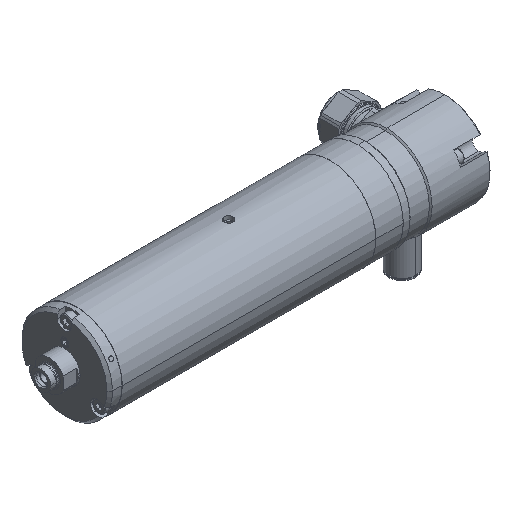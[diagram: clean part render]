
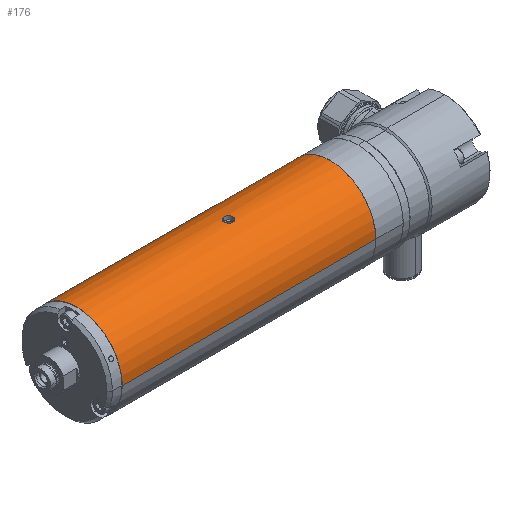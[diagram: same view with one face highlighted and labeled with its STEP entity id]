
A CAD part, isometric view. The second image highlights one B-rep face of the part: STEP entity #176.
In plain terms, the highlighted cylindrical face has radius 16.5 mm (diameter 33 mm), a partial arc.
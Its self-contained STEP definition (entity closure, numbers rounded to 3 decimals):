
#6 = CARTESIAN_POINT ( 'NONE',  ( 7.515, -14.521, -0.743 ) ) ;
#22 = ORIENTED_EDGE ( 'NONE', *, *, #1094, .T. ) ;
#147 = CARTESIAN_POINT ( 'NONE',  ( 8.65, -11.782, -0.696 ) ) ;
#172 = CARTESIAN_POINT ( 'NONE',  ( 44.406, -29.371, -17.16 ) ) ;
#176 = ADVANCED_FACE ( 'NONE', ( #1101, #2870 ), #5628, .T. ) ;
#378 = CARTESIAN_POINT ( 'NONE',  ( 6.974, -11.265, -0.738 ) ) ;
#454 = DIRECTION ( 'NONE',  ( 1., 0., 0. ) ) ;
#569 = CARTESIAN_POINT ( 'NONE',  ( 6.391, -14.19, -0.712 ) ) ;
#593 = CARTESIAN_POINT ( 'NONE',  ( 44.406, -29.371, -17.16 ) ) ;
#670 = CARTESIAN_POINT ( 'NONE',  ( 8.725, -13.886, -0.691 ) ) ;
#899 = DIRECTION ( 'NONE',  ( 1., 0., 0. ) ) ;
#1015 = DIRECTION ( 'NONE',  ( 0., -1., 0. ) ) ;
#1018 = ORIENTED_EDGE ( 'NONE', *, *, #7410, .F. ) ;
#1094 = EDGE_CURVE ( 'NONE', #6669, #4892, #5336, .T. ) ;
#1101 = FACE_OUTER_BOUND ( 'NONE', #2346, .T. ) ;
#1235 = CARTESIAN_POINT ( 'NONE',  ( 5.767, -13.087, -0.661 ) ) ;
#1255 = CARTESIAN_POINT ( 'NONE',  ( 44.406, 3.629, -17.16 ) ) ;
#1290 = CARTESIAN_POINT ( 'NONE',  ( 7.188, -14.521, -0.743 ) ) ;
#1356 = CARTESIAN_POINT ( 'NONE',  ( 9.045, -12.655, -0.661 ) ) ;
#1413 = VERTEX_POINT ( 'NONE', #3123 ) ;
#1449 = CARTESIAN_POINT ( 'NONE',  ( 6.392, -11.552, -0.712 ) ) ;
#1562 = CARTESIAN_POINT ( 'NONE',  ( 8.497, -14.114, -0.707 ) ) ;
#1581 = CARTESIAN_POINT ( 'NONE',  ( 44.406, -12.871, -17.16 ) ) ;
#1623 = CARTESIAN_POINT ( 'NONE',  ( 8.496, -11.628, -0.707 ) ) ;
#1709 = AXIS2_PLACEMENT_3D ( 'NONE', #6033, #454, #4699 ) ;
#1761 = VECTOR ( 'NONE', #899, 1000. ) ;
#1780 = AXIS2_PLACEMENT_3D ( 'NONE', #1581, #5723, #1015 ) ;
#1884 = CARTESIAN_POINT ( 'NONE',  ( 5.975, -12.044, -0.681 ) ) ;
#1889 = CARTESIAN_POINT ( 'NONE',  ( 5.809, -12.443, -0.665 ) ) ;
#1919 = CARTESIAN_POINT ( 'NONE',  ( 5.923, -13.602, -0.676 ) ) ;
#1969 = CARTESIAN_POINT ( 'NONE',  ( 6.163, -13.961, -0.696 ) ) ;
#1974 = CIRCLE ( 'NONE', #1709, 16.5 ) ;
#2037 = CARTESIAN_POINT ( 'NONE',  ( 9.056, -13.087, -0.66 ) ) ;
#2147 = CARTESIAN_POINT ( 'NONE',  ( 7.623, -11.232, -0.742 ) ) ;
#2346 = EDGE_LOOP ( 'NONE', ( #2730, #7079, #22, #1018 ) ) ;
#2438 = CARTESIAN_POINT ( 'NONE',  ( 7.406, -11.221, -0.743 ) ) ;
#2449 = CARTESIAN_POINT ( 'NONE',  ( 5.808, -13.298, -0.665 ) ) ;
#2624 = CARTESIAN_POINT ( 'NONE',  ( 8.138, -11.388, -0.727 ) ) ;
#2651 = CARTESIAN_POINT ( 'NONE',  ( -47.594, 3.629, -17.16 ) ) ;
#2678 = CARTESIAN_POINT ( 'NONE',  ( 8.138, -14.354, -0.727 ) ) ;
#2730 = ORIENTED_EDGE ( 'NONE', *, *, #4202, .F. ) ;
#2769 = CARTESIAN_POINT ( 'NONE',  ( 6.094, -11.865, -0.691 ) ) ;
#2829 = EDGE_CURVE ( 'NONE', #1413, #5415, #8682, .T. ) ;
#2840 = VERTEX_POINT ( 'NONE', #2651 ) ;
#2850 = ORIENTED_EDGE ( 'NONE', *, *, #4007, .F. ) ;
#2870 = FACE_BOUND ( 'NONE', #3476, .T. ) ;
#3123 = CARTESIAN_POINT ( 'NONE',  ( 7.406, -14.521, -0.743 ) ) ;
#3227 = CARTESIAN_POINT ( 'NONE',  ( 5.756, -12.979, -0.66 ) ) ;
#3253 = CARTESIAN_POINT ( 'NONE',  ( 5.924, -12.139, -0.676 ) ) ;
#3350 = CARTESIAN_POINT ( 'NONE',  ( 7.938, -14.437, -0.735 ) ) ;
#3380 = CARTESIAN_POINT ( 'NONE',  ( 7.406, -14.521, -0.743 ) ) ;
#3442 = DIRECTION ( 'NONE',  ( 1., 0., 0. ) ) ;
#3476 = EDGE_LOOP ( 'NONE', ( #5754, #2850 ) ) ;
#3546 = CARTESIAN_POINT ( 'NONE',  ( 8.889, -12.141, -0.676 ) ) ;
#3637 = CARTESIAN_POINT ( 'NONE',  ( 8.413, -11.56, -0.712 ) ) ;
#3949 = CARTESIAN_POINT ( 'NONE',  ( 5.973, -13.697, -0.681 ) ) ;
#4007 = EDGE_CURVE ( 'NONE', #5415, #1413, #6738, .T. ) ;
#4120 = DIRECTION ( 'NONE',  ( 0., -1., 0. ) ) ;
#4202 = EDGE_CURVE ( 'NONE', #2840, #6342, #6626, .T. ) ;
#4699 = DIRECTION ( 'NONE',  ( 0., -1., 0. ) ) ;
#4708 = CARTESIAN_POINT ( 'NONE',  ( 8.848, -13.702, -0.68 ) ) ;
#4783 = CIRCLE ( 'NONE', #6926, 16.5 ) ;
#4797 = CARTESIAN_POINT ( 'NONE',  ( 6.164, -11.78, -0.696 ) ) ;
#4843 = CARTESIAN_POINT ( 'NONE',  ( 7.406, -11.221, -0.743 ) ) ;
#4844 = VECTOR ( 'NONE', #7281, 1000. ) ;
#4874 = CARTESIAN_POINT ( 'NONE',  ( 8.718, -11.865, -0.691 ) ) ;
#4884 = CARTESIAN_POINT ( 'NONE',  ( -47.594, -29.371, -17.16 ) ) ;
#4892 = VERTEX_POINT ( 'NONE', #593 ) ;
#5297 = CARTESIAN_POINT ( 'NONE',  ( 6.574, -14.313, -0.723 ) ) ;
#5327 = CARTESIAN_POINT ( 'NONE',  ( 6.971, -14.478, -0.738 ) ) ;
#5336 = LINE ( 'NONE', #172, #1761 ) ;
#5392 = CARTESIAN_POINT ( 'NONE',  ( 9.003, -12.443, -0.665 ) ) ;
#5415 = VERTEX_POINT ( 'NONE', #2438 ) ;
#5547 = CARTESIAN_POINT ( 'NONE',  ( 7.406, -11.221, -0.743 ) ) ;
#5628 = CYLINDRICAL_SURFACE ( 'NONE', #1780, 16.5 ) ;
#5723 = DIRECTION ( 'NONE',  ( 1., 0., 0. ) ) ;
#5754 = ORIENTED_EDGE ( 'NONE', *, *, #2829, .F. ) ;
#5949 = CARTESIAN_POINT ( 'NONE',  ( 5.756, -12.761, -0.66 ) ) ;
#6007 = CARTESIAN_POINT ( 'NONE',  ( 6.093, -13.876, -0.691 ) ) ;
#6033 = CARTESIAN_POINT ( 'NONE',  ( 44.406, -12.871, -17.16 ) ) ;
#6045 = CARTESIAN_POINT ( 'NONE',  ( 44.406, 3.629, -17.16 ) ) ;
#6065 = CARTESIAN_POINT ( 'NONE',  ( 9.056, -12.764, -0.66 ) ) ;
#6177 = CARTESIAN_POINT ( 'NONE',  ( 7.514, -11.221, -0.743 ) ) ;
#6261 = CARTESIAN_POINT ( 'NONE',  ( 8.412, -14.184, -0.712 ) ) ;
#6342 = VERTEX_POINT ( 'NONE', #6045 ) ;
#6506 = EDGE_CURVE ( 'NONE', #2840, #6669, #4783, .T. ) ;
#6573 = CARTESIAN_POINT ( 'NONE',  ( 5.841, -12.338, -0.669 ) ) ;
#6626 = LINE ( 'NONE', #1255, #4844 ) ;
#6642 = CARTESIAN_POINT ( 'NONE',  ( 7.938, -11.306, -0.735 ) ) ;
#6669 = VERTEX_POINT ( 'NONE', #4884 ) ;
#6703 = CARTESIAN_POINT ( 'NONE',  ( 8.233, -14.303, -0.722 ) ) ;
#6737 = CARTESIAN_POINT ( 'NONE',  ( 9.013, -13.305, -0.665 ) ) ;
#6738 = B_SPLINE_CURVE_WITH_KNOTS ( 'NONE', 3,
 ( #5547, #7927, #378, #7677, #1449, #4797, #2769, #1884, #3253, #6573, #1889, #7261, #5949, #3227, #1235, #2449, #7942, #1919, #3949, #6007, #1969, #569, #5297, #5327, #1290, #7376 ),
 .UNSPECIFIED., .F., .F.,
 ( 4, 2, 2, 2, 2, 2, 2, 2, 2, 2, 2, 2, 4 ),
 ( 0.005, 0.006, 0.006, 0.007, 0.007, 0.007, 0.008, 0.008, 0.008, 0.009, 0.009, 0.01, 0.01 ),
 .UNSPECIFIED. ) ;
#6848 = CARTESIAN_POINT ( 'NONE',  ( 7.835, -11.274, -0.738 ) ) ;
#6926 = AXIS2_PLACEMENT_3D ( 'NONE', #8148, #3442, #4120 ) ;
#7079 = ORIENTED_EDGE ( 'NONE', *, *, #6506, .T. ) ;
#7261 = CARTESIAN_POINT ( 'NONE',  ( 5.767, -12.654, -0.661 ) ) ;
#7281 = DIRECTION ( 'NONE',  ( 1., 0., 0. ) ) ;
#7323 = CARTESIAN_POINT ( 'NONE',  ( 8.234, -11.44, -0.722 ) ) ;
#7376 = CARTESIAN_POINT ( 'NONE',  ( 7.406, -14.521, -0.743 ) ) ;
#7380 = CARTESIAN_POINT ( 'NONE',  ( 7.833, -14.469, -0.738 ) ) ;
#7410 = EDGE_CURVE ( 'NONE', #6342, #4892, #1974, .T. ) ;
#7580 = CARTESIAN_POINT ( 'NONE',  ( 8.838, -12.044, -0.681 ) ) ;
#7677 = CARTESIAN_POINT ( 'NONE',  ( 6.576, -11.429, -0.723 ) ) ;
#7927 = CARTESIAN_POINT ( 'NONE',  ( 7.191, -11.221, -0.743 ) ) ;
#7942 = CARTESIAN_POINT ( 'NONE',  ( 5.84, -13.402, -0.668 ) ) ;
#8055 = CARTESIAN_POINT ( 'NONE',  ( 7.622, -14.511, -0.742 ) ) ;
#8148 = CARTESIAN_POINT ( 'NONE',  ( -47.594, -12.871, -17.16 ) ) ;
#8255 = CARTESIAN_POINT ( 'NONE',  ( 8.972, -12.34, -0.668 ) ) ;
#8682 = B_SPLINE_CURVE_WITH_KNOTS ( 'NONE', 3,
 ( #3380, #6, #8055, #7380, #3350, #2678, #6703, #6261, #1562, #670, #4708, #6737, #2037, #6065, #1356, #5392, #8255, #3546, #7580, #4874, #147, #1623, #3637, #7323, #2624, #6642, #6848, #2147, #6177, #4843 ),
 .UNSPECIFIED., .F., .F.,
 ( 4, 2, 2, 2, 2, 2, 2, 2, 2, 2, 2, 2, 2, 2, 4 ),
 ( 0., 0., 0.001, 0.001, 0.001, 0.002, 0.003, 0.003, 0.003, 0.004, 0.004, 0.004, 0.005, 0.005, 0.005 ),
 .UNSPECIFIED. ) ;
